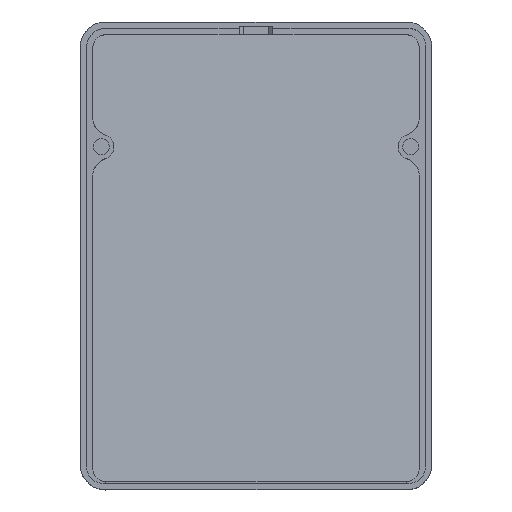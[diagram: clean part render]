
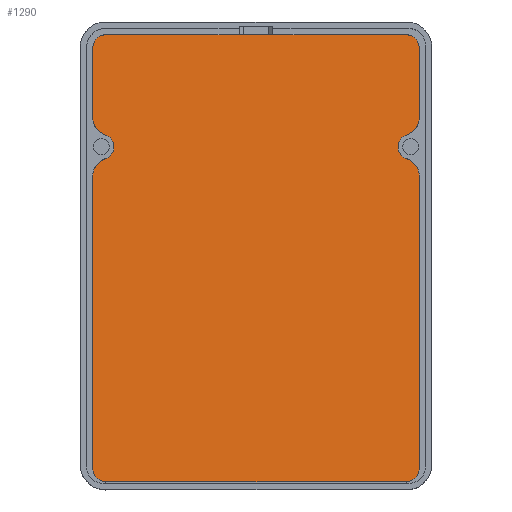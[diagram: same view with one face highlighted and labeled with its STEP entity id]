
A CAD part, top view. The second image highlights one B-rep face of the part: STEP entity #1290.
In plain terms, the highlighted planar face has unit normal (0, 0.09, 0.996).
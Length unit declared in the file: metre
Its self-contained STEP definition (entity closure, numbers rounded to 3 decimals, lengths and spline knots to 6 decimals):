
#20=ELLIPSE('',#1395,0.003012,0.003);
#21=ELLIPSE('',#1398,0.003012,0.003);
#22=ELLIPSE('',#1401,0.003012,0.003);
#23=ELLIPSE('',#1404,0.003012,0.003);
#24=ELLIPSE('',#1407,0.003012,0.003);
#25=ELLIPSE('',#1412,0.003012,0.003);
#26=ELLIPSE('',#1417,0.004016,0.004);
#27=ELLIPSE('',#1418,0.004016,0.004);
#28=ELLIPSE('',#1419,0.004016,0.004);
#29=ELLIPSE('',#1420,0.004016,0.004);
#301=ORIENTED_EDGE('',*,*,#585,.T.);
#302=ORIENTED_EDGE('',*,*,#603,.T.);
#303=ORIENTED_EDGE('',*,*,#582,.T.);
#304=ORIENTED_EDGE('',*,*,#580,.F.);
#305=ORIENTED_EDGE('',*,*,#576,.T.);
#306=ORIENTED_EDGE('',*,*,#571,.F.);
#307=ORIENTED_EDGE('',*,*,#569,.T.);
#308=ORIENTED_EDGE('',*,*,#604,.T.);
#309=ORIENTED_EDGE('',*,*,#600,.T.);
#310=ORIENTED_EDGE('',*,*,#605,.T.);
#311=ORIENTED_EDGE('',*,*,#596,.T.);
#312=ORIENTED_EDGE('',*,*,#594,.F.);
#313=ORIENTED_EDGE('',*,*,#592,.T.);
#314=ORIENTED_EDGE('',*,*,#590,.F.);
#315=ORIENTED_EDGE('',*,*,#588,.T.);
#316=ORIENTED_EDGE('',*,*,#606,.T.);
#569=EDGE_CURVE('',#735,#734,#839,.T.);
#571=EDGE_CURVE('',#735,#736,#20,.F.);
#576=EDGE_CURVE('',#740,#736,#845,.T.);
#580=EDGE_CURVE('',#740,#742,#21,.F.);
#582=EDGE_CURVE('',#743,#742,#850,.T.);
#585=EDGE_CURVE('',#745,#744,#22,.F.);
#588=EDGE_CURVE('',#747,#746,#855,.T.);
#590=EDGE_CURVE('',#747,#748,#23,.F.);
#592=EDGE_CURVE('',#749,#748,#858,.T.);
#594=EDGE_CURVE('',#749,#750,#24,.F.);
#596=EDGE_CURVE('',#751,#750,#861,.T.);
#600=EDGE_CURVE('',#754,#753,#25,.F.);
#603=EDGE_CURVE('',#744,#743,#26,.T.);
#604=EDGE_CURVE('',#734,#754,#27,.T.);
#605=EDGE_CURVE('',#753,#751,#28,.T.);
#606=EDGE_CURVE('',#746,#745,#29,.T.);
#734=VERTEX_POINT('',#2103);
#735=VERTEX_POINT('',#2105);
#736=VERTEX_POINT('',#2109);
#740=VERTEX_POINT('',#2119);
#742=VERTEX_POINT('',#2126);
#743=VERTEX_POINT('',#2130);
#744=VERTEX_POINT('',#2134);
#745=VERTEX_POINT('',#2136);
#746=VERTEX_POINT('',#2140);
#747=VERTEX_POINT('',#2142);
#748=VERTEX_POINT('',#2146);
#749=VERTEX_POINT('',#2150);
#750=VERTEX_POINT('',#2154);
#751=VERTEX_POINT('',#2158);
#753=VERTEX_POINT('',#2165);
#754=VERTEX_POINT('',#2167);
#839=LINE('',#2104,#963);
#845=LINE('',#2118,#969);
#850=LINE('',#2129,#974);
#855=LINE('',#2141,#979);
#858=LINE('',#2149,#982);
#861=LINE('',#2157,#985);
#963=VECTOR('',#1627,1.);
#969=VECTOR('',#1639,1.);
#974=VECTOR('',#1650,1.);
#979=VECTOR('',#1661,1.);
#982=VECTOR('',#1670,1.);
#985=VECTOR('',#1679,1.);
#1068=EDGE_LOOP('',(#301,#302,#303,#304,#305,#306,#307,#308,#309,#310,#311,
#312,#313,#314,#315,#316));
#1160=FACE_BOUND('',#1068,.T.);
#1225=PLANE('',#1416);
#1290=ADVANCED_FACE('',(#1160),#1225,.T.);
#1395=AXIS2_PLACEMENT_3D('',#2108,#1631,#1632);
#1398=AXIS2_PLACEMENT_3D('',#2125,#1645,#1646);
#1401=AXIS2_PLACEMENT_3D('',#2135,#1655,#1656);
#1404=AXIS2_PLACEMENT_3D('',#2145,#1665,#1666);
#1407=AXIS2_PLACEMENT_3D('',#2153,#1674,#1675);
#1412=AXIS2_PLACEMENT_3D('',#2166,#1688,#1689);
#1416=AXIS2_PLACEMENT_3D('',#2173,#1697,#1698);
#1417=AXIS2_PLACEMENT_3D('',#2174,#1699,#1700);
#1418=AXIS2_PLACEMENT_3D('',#2175,#1701,#1702);
#1419=AXIS2_PLACEMENT_3D('',#2176,#1703,#1704);
#1420=AXIS2_PLACEMENT_3D('',#2177,#1705,#1706);
#1627=DIRECTION('',(0.,-0.996,0.09));
#1631=DIRECTION('',(0.,0.09,0.996));
#1632=DIRECTION('',(0.,0.996,-0.09));
#1639=DIRECTION('',(-1.,0.,0.));
#1645=DIRECTION('',(0.,0.09,0.996));
#1646=DIRECTION('',(0.,0.996,-0.09));
#1650=DIRECTION('',(0.,0.996,-0.09));
#1655=DIRECTION('',(0.,0.09,0.996));
#1656=DIRECTION('',(0.,0.996,-0.09));
#1661=DIRECTION('',(0.,0.996,-0.09));
#1665=DIRECTION('',(0.,0.09,0.996));
#1666=DIRECTION('',(0.,0.996,-0.09));
#1670=DIRECTION('',(1.,0.,0.));
#1674=DIRECTION('',(0.,0.09,0.996));
#1675=DIRECTION('',(0.,0.996,-0.09));
#1679=DIRECTION('',(0.,-0.996,0.09));
#1688=DIRECTION('',(0.,0.09,0.996));
#1689=DIRECTION('',(0.,0.996,-0.09));
#1697=DIRECTION('',(0.,0.09,0.996));
#1698=DIRECTION('',(0.,-0.996,0.09));
#1699=DIRECTION('',(0.,0.09,0.996));
#1700=DIRECTION('',(0.,0.996,-0.09));
#1701=DIRECTION('',(0.,0.09,0.996));
#1702=DIRECTION('',(0.,0.996,-0.09));
#1703=DIRECTION('',(0.,0.09,0.996));
#1704=DIRECTION('',(0.,0.996,-0.09));
#1705=DIRECTION('',(0.,0.09,0.996));
#1706=DIRECTION('',(0.,0.996,-0.09));
#2103=CARTESIAN_POINT('',(0.02,-0.032292,-0.005932));
#2104=CARTESIAN_POINT('',(0.02,-0.064645,-0.003008));
#2105=CARTESIAN_POINT('',(0.02,-0.0155,-0.00745));
#2108=CARTESIAN_POINT('',(0.023,-0.0155,-0.00745));
#2109=CARTESIAN_POINT('',(0.023,-0.0125,-0.007721));
#2118=CARTESIAN_POINT('',(0.3,-0.0125,-0.007721));
#2119=CARTESIAN_POINT('',(0.09415,-0.0125,-0.007721));
#2125=CARTESIAN_POINT('',(0.09415,-0.0155,-0.00745));
#2126=CARTESIAN_POINT('',(0.09715,-0.0155,-0.00745));
#2129=CARTESIAN_POINT('',(0.09715,-0.064645,-0.003008));
#2130=CARTESIAN_POINT('',(0.09715,-0.032292,-0.005932));
#2134=CARTESIAN_POINT('',(0.094293,-0.036125,-0.005586));
#2135=CARTESIAN_POINT('',(0.09515,-0.039,-0.005326));
#2136=CARTESIAN_POINT('',(0.094293,-0.041875,-0.005066));
#2140=CARTESIAN_POINT('',(0.09715,-0.045708,-0.00472));
#2141=CARTESIAN_POINT('',(0.09715,-0.064645,-0.003008));
#2142=CARTESIAN_POINT('',(0.09715,-0.11515,0.001556));
#2145=CARTESIAN_POINT('',(0.09415,-0.11515,0.001556));
#2146=CARTESIAN_POINT('',(0.09415,-0.11815,0.001827));
#2149=CARTESIAN_POINT('',(0.3,-0.11815,0.001827));
#2150=CARTESIAN_POINT('',(0.023,-0.11815,0.001827));
#2153=CARTESIAN_POINT('',(0.023,-0.11515,0.001556));
#2154=CARTESIAN_POINT('',(0.02,-0.11515,0.001556));
#2157=CARTESIAN_POINT('',(0.02,-0.064645,-0.003008));
#2158=CARTESIAN_POINT('',(0.02,-0.045708,-0.00472));
#2165=CARTESIAN_POINT('',(0.022857,-0.041875,-0.005066));
#2166=CARTESIAN_POINT('',(0.022,-0.039,-0.005326));
#2167=CARTESIAN_POINT('',(0.022857,-0.036125,-0.005586));
#2173=CARTESIAN_POINT('',(0.3,-0.064645,-0.003008));
#2174=CARTESIAN_POINT('',(0.09315,-0.032292,-0.005932));
#2175=CARTESIAN_POINT('',(0.024,-0.032292,-0.005932));
#2176=CARTESIAN_POINT('',(0.024,-0.045708,-0.00472));
#2177=CARTESIAN_POINT('',(0.09315,-0.045708,-0.00472));
